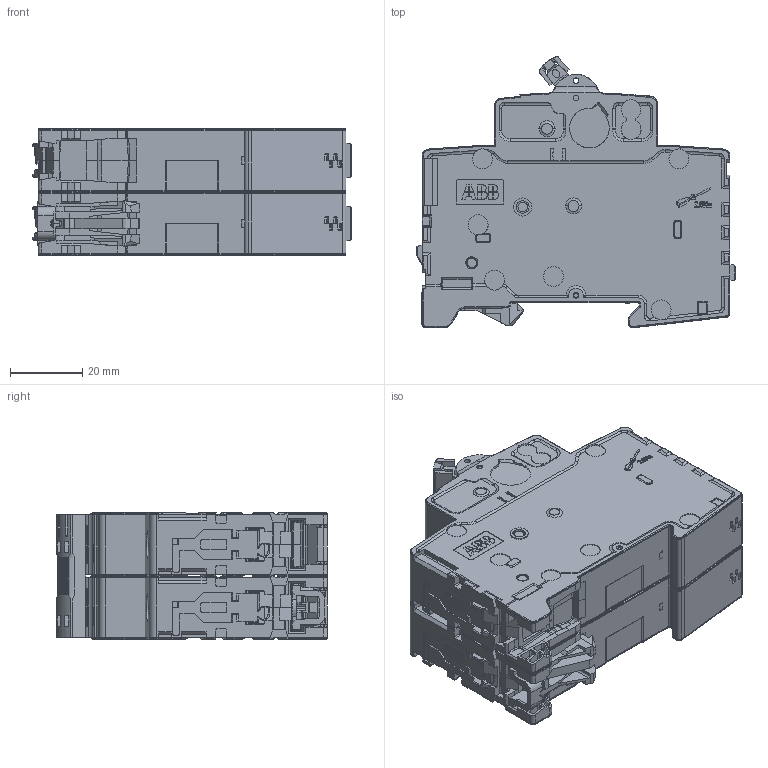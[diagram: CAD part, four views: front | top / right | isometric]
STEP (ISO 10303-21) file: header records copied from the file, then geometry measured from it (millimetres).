
FILE_DESCRIPTION((''),'2;1');
FILE_NAME('2CDS28X111_2-POLIG','2014-04-25T',('DEU121775'),(''),'PRO/ENGINEER BY PARAMETRIC TECHNOLOGY CORPORATION, 2011310','PRO/ENGINEER BY PARAMETRIC TECHNOLOGY CORPORATION, 2011310','');
FILE_SCHEMA(('AUTOMOTIVE_DESIGN_CC2 { 1 2 10303 214 -1 1 5 2 }'));
Products named in the file (1): 2CDS28X111_2-POLIG
Bounding box: 88 x 74.74 x 34.8 mm (x, y, z)
Volume: 150524.3 mm3; surface area: 34013.3 mm2
Topology: 1 solids, 1 shells, 4702 faces, 12667 edges, 8087 vertices
Faces by surface type: plane 2546, cylinder 1317, bspline 295, torus 280, cone 162, sphere 70, extrusion 32
Entity records: 176972 total; most frequent: CARTESIAN_POINT 55396, ORIENTED_EDGE 25318, DIRECTION 22552, EDGE_CURVE 12659, VECTOR 8268, LINE 8236, VERTEX_POINT 8087, AXIS2_PLACEMENT_3D 7142
